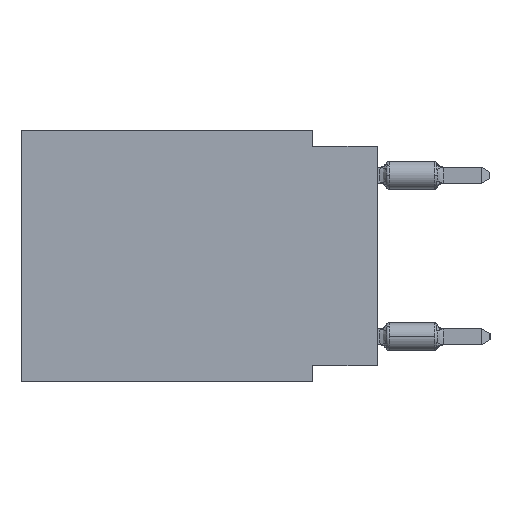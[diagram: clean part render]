
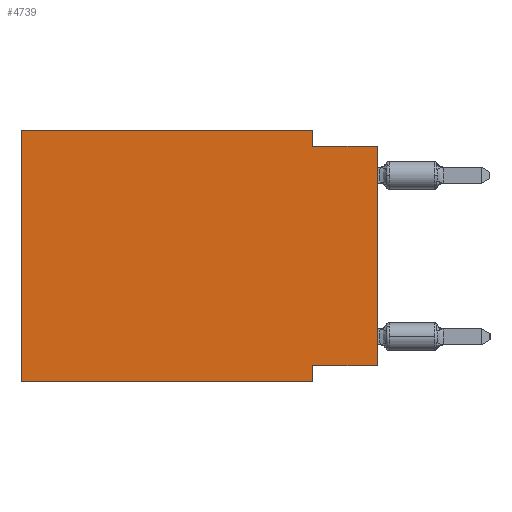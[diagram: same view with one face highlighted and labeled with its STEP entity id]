
A CAD part, left-side view. The second image highlights one B-rep face of the part: STEP entity #4739.
In plain terms, the highlighted planar face has unit normal (-1, 0, 0).
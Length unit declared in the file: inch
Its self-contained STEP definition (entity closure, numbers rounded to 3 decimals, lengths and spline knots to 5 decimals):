
#1539 = ORIENTED_EDGE ( 'NONE', *, *, #49062, .F. ) ;
#1836 = VECTOR ( 'NONE', #30689, 39.37008 ) ;
#2494 = LINE ( 'NONE', #18196, #1836 ) ;
#2862 = DIRECTION ( 'NONE',  ( 0., 0., 1. ) ) ;
#4662 = DIRECTION ( 'NONE',  ( 0., 0., -1. ) ) ;
#4739 = ADVANCED_FACE ( 'NONE', ( #38840 ), #47789, .F. ) ;
#5210 = VECTOR ( 'NONE', #44819, 39.37008 ) ;
#6314 = ORIENTED_EDGE ( 'NONE', *, *, #26820, .F. ) ;
#8751 = CARTESIAN_POINT ( 'NONE',  ( 0., 0.1, -0.39 ) ) ;
#8837 = CARTESIAN_POINT ( 'NONE',  ( 0., 0.55, 0. ) ) ;
#9373 = VECTOR ( 'NONE', #35406, 39.37008 ) ;
#9660 = LINE ( 'NONE', #46568, #51926 ) ;
#11516 = VECTOR ( 'NONE', #4662, 39.37008 ) ;
#12853 = CARTESIAN_POINT ( 'NONE',  ( 0., 0.55, -0.39 ) ) ;
#13491 = LINE ( 'NONE', #30300, #52998 ) ;
#14017 = VERTEX_POINT ( 'NONE', #23149 ) ;
#14021 = DIRECTION ( 'NONE',  ( 0., -1., 0. ) ) ;
#16623 = VECTOR ( 'NONE', #2862, 39.37008 ) ;
#16890 = CARTESIAN_POINT ( 'NONE',  ( 0., 0., -0.365 ) ) ;
#16947 = CARTESIAN_POINT ( 'NONE',  ( 0., 0.1, -0.365 ) ) ;
#18196 = CARTESIAN_POINT ( 'NONE',  ( 0., 0., -0.025 ) ) ;
#18892 = AXIS2_PLACEMENT_3D ( 'NONE', #34764, #26860, #22254 ) ;
#19504 = ORIENTED_EDGE ( 'NONE', *, *, #22594, .T. ) ;
#20690 = VECTOR ( 'NONE', #32936, 39.37008 ) ;
#20951 = CARTESIAN_POINT ( 'NONE',  ( 0., 0.55, -0.39 ) ) ;
#22254 = DIRECTION ( 'NONE',  ( 0., 0., -1. ) ) ;
#22399 = EDGE_CURVE ( 'NONE', #44849, #29890, #24218, .T. ) ;
#22594 = EDGE_CURVE ( 'NONE', #44849, #45267, #53293, .T. ) ;
#23149 = CARTESIAN_POINT ( 'NONE',  ( 0., 0.1, -0.025 ) ) ;
#24005 = EDGE_CURVE ( 'NONE', #27574, #35948, #9660, .T. ) ;
#24218 = LINE ( 'NONE', #48433, #9373 ) ;
#26491 = EDGE_CURVE ( 'NONE', #14017, #44852, #2494, .T. ) ;
#26820 = EDGE_CURVE ( 'NONE', #29890, #36956, #13491, .T. ) ;
#26860 = DIRECTION ( 'NONE',  ( 1., 0., 0. ) ) ;
#27574 = VERTEX_POINT ( 'NONE', #16890 ) ;
#27770 = CARTESIAN_POINT ( 'NONE',  ( 0., 0., 0. ) ) ;
#28678 = EDGE_LOOP ( 'NONE', ( #30596, #29711, #1539, #6314, #43190, #19504, #30507, #50609 ) ) ;
#29711 = ORIENTED_EDGE ( 'NONE', *, *, #26491, .F. ) ;
#29890 = VERTEX_POINT ( 'NONE', #8837 ) ;
#30300 = CARTESIAN_POINT ( 'NONE',  ( 0., 0.55, 0. ) ) ;
#30507 = ORIENTED_EDGE ( 'NONE', *, *, #45118, .F. ) ;
#30596 = ORIENTED_EDGE ( 'NONE', *, *, #46067, .T. ) ;
#30689 = DIRECTION ( 'NONE',  ( 0., -1., 0. ) ) ;
#31532 = CARTESIAN_POINT ( 'NONE',  ( 0., 0.1, -0.39 ) ) ;
#32936 = DIRECTION ( 'NONE',  ( 0., -1., 0. ) ) ;
#34010 = CARTESIAN_POINT ( 'NONE',  ( 0., 0., -0.025 ) ) ;
#34349 = DIRECTION ( 'NONE',  ( 0., 1., 0. ) ) ;
#34764 = CARTESIAN_POINT ( 'NONE',  ( 0., 0.55, 0. ) ) ;
#35406 = DIRECTION ( 'NONE',  ( 0., 0., 1. ) ) ;
#35948 = VERTEX_POINT ( 'NONE', #16947 ) ;
#36753 = LINE ( 'NONE', #27770, #16623 ) ;
#36956 = VERTEX_POINT ( 'NONE', #46251 ) ;
#37743 = LINE ( 'NONE', #41828, #11516 ) ;
#38840 = FACE_OUTER_BOUND ( 'NONE', #28678, .T. ) ;
#41828 = CARTESIAN_POINT ( 'NONE',  ( 0., 0.1, 0. ) ) ;
#43190 = ORIENTED_EDGE ( 'NONE', *, *, #22399, .F. ) ;
#44300 = LINE ( 'NONE', #31532, #5210 ) ;
#44819 = DIRECTION ( 'NONE',  ( 0., 0., -1. ) ) ;
#44849 = VERTEX_POINT ( 'NONE', #12853 ) ;
#44852 = VERTEX_POINT ( 'NONE', #34010 ) ;
#45118 = EDGE_CURVE ( 'NONE', #35948, #45267, #44300, .T. ) ;
#45267 = VERTEX_POINT ( 'NONE', #8751 ) ;
#46067 = EDGE_CURVE ( 'NONE', #27574, #44852, #36753, .T. ) ;
#46251 = CARTESIAN_POINT ( 'NONE',  ( 0., 0.1, 0. ) ) ;
#46568 = CARTESIAN_POINT ( 'NONE',  ( 0., 0., -0.365 ) ) ;
#47789 = PLANE ( 'NONE',  #18892 ) ;
#48433 = CARTESIAN_POINT ( 'NONE',  ( 0., 0.55, 0. ) ) ;
#49062 = EDGE_CURVE ( 'NONE', #36956, #14017, #37743, .T. ) ;
#50609 = ORIENTED_EDGE ( 'NONE', *, *, #24005, .F. ) ;
#51926 = VECTOR ( 'NONE', #34349, 39.37008 ) ;
#52998 = VECTOR ( 'NONE', #14021, 39.37008 ) ;
#53293 = LINE ( 'NONE', #20951, #20690 ) ;
